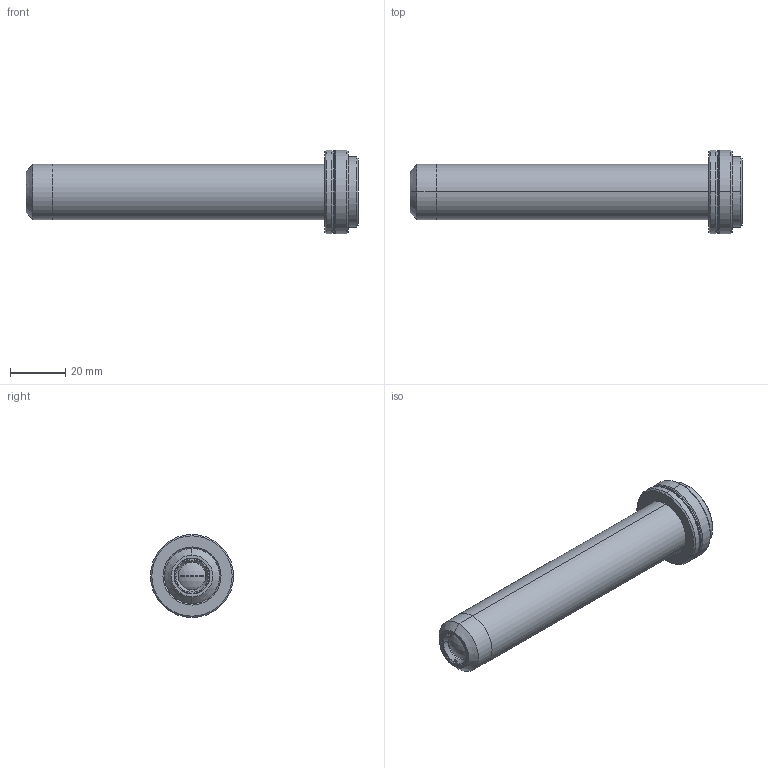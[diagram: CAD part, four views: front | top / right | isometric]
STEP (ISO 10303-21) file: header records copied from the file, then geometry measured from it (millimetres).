
FILE_DESCRIPTION (( 'STEP AP203' ), '1' );
FILE_NAME ('DP32350-A_MC3M300X.step', '2023-03-08T10:00:35', ( '' ), ( '' ), 'SwSTEP 2.0', 'SolidWorks 2021', '' );
FILE_SCHEMA (( 'CONFIG_CONTROL_DESIGN' ));
Length unit declared in the file: millimetre
Products named in the file (1): DP32350-A_MC3M300X
Bounding box: 119.91 x 30 x 30 mm (x, y, z)
Surface area: 13592.4 mm2 (no closed solid volume)
Topology: 0 solids, 9 shells, 66 faces, 162 edges, 104 vertices
Faces by surface type: cone 24, cylinder 24, plane 16, sphere 2
Entity records: 2035 total; most frequent: DIRECTION 390, CARTESIAN_POINT 345, ORIENTED_EDGE 278, AXIS2_PLACEMENT_3D 165, EDGE_CURVE 162, VERTEX_POINT 104, CIRCLE 98, EDGE_LOOP 74
